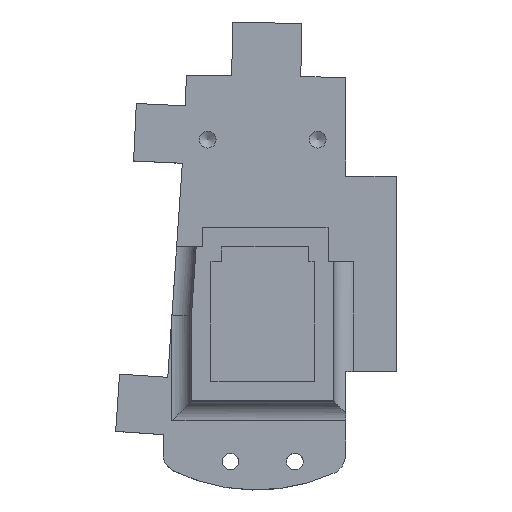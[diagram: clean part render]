
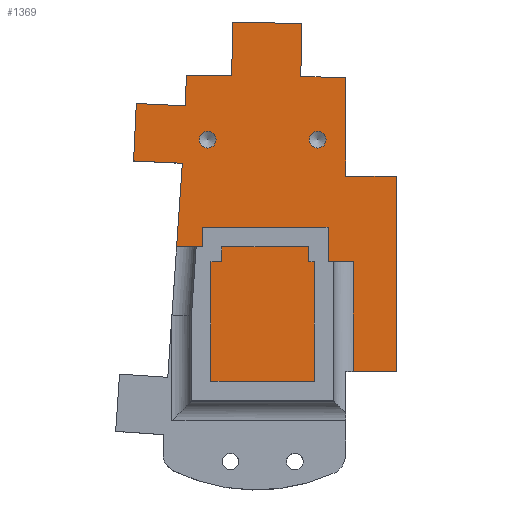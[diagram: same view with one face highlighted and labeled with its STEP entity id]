
A CAD part, top view. The second image highlights one B-rep face of the part: STEP entity #1369.
In plain terms, the highlighted planar face has unit normal (0, 0, 1).
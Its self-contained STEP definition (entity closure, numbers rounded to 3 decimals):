
#32=PLANE('',#1485);
#75=FACE_BOUND('',#488,.T.);
#76=FACE_BOUND('',#489,.T.);
#98=LINE('',#2319,#221);
#106=LINE('',#2344,#229);
#107=LINE('',#2346,#230);
#108=LINE('',#2347,#231);
#109=LINE('',#2349,#232);
#110=LINE('',#2351,#233);
#111=LINE('',#2353,#234);
#112=LINE('',#2355,#235);
#113=LINE('',#2357,#236);
#114=LINE('',#2359,#237);
#115=LINE('',#2361,#238);
#116=LINE('',#2363,#239);
#117=LINE('',#2365,#240);
#118=LINE('',#2367,#241);
#119=LINE('',#2369,#242);
#120=LINE('',#2371,#243);
#121=LINE('',#2373,#244);
#122=LINE('',#2375,#245);
#123=LINE('',#2377,#246);
#124=LINE('',#2379,#247);
#125=LINE('',#2381,#248);
#126=LINE('',#2383,#249);
#127=LINE('',#2385,#250);
#128=LINE('',#2387,#251);
#129=LINE('',#2389,#252);
#130=LINE('',#2391,#253);
#131=LINE('',#2393,#254);
#132=LINE('',#2394,#255);
#221=VECTOR('',#1650,10.);
#229=VECTOR('',#1674,10.);
#230=VECTOR('',#1675,10.);
#231=VECTOR('',#1676,10.);
#232=VECTOR('',#1677,10.);
#233=VECTOR('',#1678,10.);
#234=VECTOR('',#1679,10.);
#235=VECTOR('',#1680,10.);
#236=VECTOR('',#1681,10.);
#237=VECTOR('',#1682,10.);
#238=VECTOR('',#1683,10.);
#239=VECTOR('',#1684,10.);
#240=VECTOR('',#1685,10.);
#241=VECTOR('',#1686,10.);
#242=VECTOR('',#1687,10.);
#243=VECTOR('',#1688,10.);
#244=VECTOR('',#1689,10.);
#245=VECTOR('',#1690,10.);
#246=VECTOR('',#1691,10.);
#247=VECTOR('',#1692,10.);
#248=VECTOR('',#1693,10.);
#249=VECTOR('',#1694,10.);
#250=VECTOR('',#1695,10.);
#251=VECTOR('',#1696,10.);
#252=VECTOR('',#1697,10.);
#253=VECTOR('',#1698,10.);
#254=VECTOR('',#1699,10.);
#255=VECTOR('',#1700,10.);
#340=CIRCLE('',#1466,0.856);
#341=CIRCLE('',#1467,0.856);
#344=CIRCLE('',#1472,0.856);
#345=CIRCLE('',#1473,0.856);
#415=FACE_OUTER_BOUND('',#487,.T.);
#487=EDGE_LOOP('',(#1016,#1017,#1018,#1019,#1020,#1021,#1022,#1023,#1024,
#1025,#1026,#1027,#1028,#1029,#1030,#1031,#1032,#1033,#1034,#1035,#1036,
#1037,#1038,#1039,#1040,#1041,#1042,#1043));
#488=EDGE_LOOP('',(#1044,#1045));
#489=EDGE_LOOP('',(#1046,#1047));
#628=VERTEX_POINT('',#2284);
#629=VERTEX_POINT('',#2285);
#633=VERTEX_POINT('',#2297);
#634=VERTEX_POINT('',#2298);
#641=VERTEX_POINT('',#2316);
#642=VERTEX_POINT('',#2318);
#650=VERTEX_POINT('',#2339);
#651=VERTEX_POINT('',#2343);
#652=VERTEX_POINT('',#2345);
#653=VERTEX_POINT('',#2348);
#654=VERTEX_POINT('',#2350);
#655=VERTEX_POINT('',#2352);
#656=VERTEX_POINT('',#2354);
#657=VERTEX_POINT('',#2356);
#658=VERTEX_POINT('',#2358);
#659=VERTEX_POINT('',#2360);
#660=VERTEX_POINT('',#2362);
#661=VERTEX_POINT('',#2364);
#662=VERTEX_POINT('',#2366);
#663=VERTEX_POINT('',#2368);
#664=VERTEX_POINT('',#2370);
#665=VERTEX_POINT('',#2372);
#666=VERTEX_POINT('',#2374);
#667=VERTEX_POINT('',#2376);
#668=VERTEX_POINT('',#2378);
#669=VERTEX_POINT('',#2380);
#670=VERTEX_POINT('',#2382);
#671=VERTEX_POINT('',#2384);
#672=VERTEX_POINT('',#2386);
#673=VERTEX_POINT('',#2388);
#674=VERTEX_POINT('',#2390);
#675=VERTEX_POINT('',#2392);
#769=EDGE_CURVE('',#628,#629,#340,.T.);
#770=EDGE_CURVE('',#629,#628,#341,.T.);
#775=EDGE_CURVE('',#633,#634,#344,.T.);
#776=EDGE_CURVE('',#634,#633,#345,.T.);
#785=EDGE_CURVE('',#642,#641,#98,.T.);
#797=EDGE_CURVE('',#650,#651,#106,.T.);
#798=EDGE_CURVE('',#651,#652,#107,.T.);
#799=EDGE_CURVE('',#652,#642,#108,.T.);
#800=EDGE_CURVE('',#641,#653,#109,.T.);
#801=EDGE_CURVE('',#653,#654,#110,.T.);
#802=EDGE_CURVE('',#654,#655,#111,.T.);
#803=EDGE_CURVE('',#655,#656,#112,.T.);
#804=EDGE_CURVE('',#656,#657,#113,.T.);
#805=EDGE_CURVE('',#657,#658,#114,.T.);
#806=EDGE_CURVE('',#658,#659,#115,.T.);
#807=EDGE_CURVE('',#659,#660,#116,.T.);
#808=EDGE_CURVE('',#660,#661,#117,.T.);
#809=EDGE_CURVE('',#662,#661,#118,.T.);
#810=EDGE_CURVE('',#662,#663,#119,.T.);
#811=EDGE_CURVE('',#663,#664,#120,.T.);
#812=EDGE_CURVE('',#664,#665,#121,.T.);
#813=EDGE_CURVE('',#665,#666,#122,.T.);
#814=EDGE_CURVE('',#666,#667,#123,.T.);
#815=EDGE_CURVE('',#667,#668,#124,.T.);
#816=EDGE_CURVE('',#668,#669,#125,.T.);
#817=EDGE_CURVE('',#669,#670,#126,.T.);
#818=EDGE_CURVE('',#670,#671,#127,.T.);
#819=EDGE_CURVE('',#671,#672,#128,.T.);
#820=EDGE_CURVE('',#672,#673,#129,.T.);
#821=EDGE_CURVE('',#673,#674,#130,.T.);
#822=EDGE_CURVE('',#674,#675,#131,.T.);
#823=EDGE_CURVE('',#675,#650,#132,.T.);
#1016=ORIENTED_EDGE('',*,*,#797,.T.);
#1017=ORIENTED_EDGE('',*,*,#798,.T.);
#1018=ORIENTED_EDGE('',*,*,#799,.T.);
#1019=ORIENTED_EDGE('',*,*,#785,.T.);
#1020=ORIENTED_EDGE('',*,*,#800,.T.);
#1021=ORIENTED_EDGE('',*,*,#801,.T.);
#1022=ORIENTED_EDGE('',*,*,#802,.T.);
#1023=ORIENTED_EDGE('',*,*,#803,.T.);
#1024=ORIENTED_EDGE('',*,*,#804,.T.);
#1025=ORIENTED_EDGE('',*,*,#805,.T.);
#1026=ORIENTED_EDGE('',*,*,#806,.T.);
#1027=ORIENTED_EDGE('',*,*,#807,.T.);
#1028=ORIENTED_EDGE('',*,*,#808,.T.);
#1029=ORIENTED_EDGE('',*,*,#809,.F.);
#1030=ORIENTED_EDGE('',*,*,#810,.T.);
#1031=ORIENTED_EDGE('',*,*,#811,.T.);
#1032=ORIENTED_EDGE('',*,*,#812,.T.);
#1033=ORIENTED_EDGE('',*,*,#813,.T.);
#1034=ORIENTED_EDGE('',*,*,#814,.T.);
#1035=ORIENTED_EDGE('',*,*,#815,.T.);
#1036=ORIENTED_EDGE('',*,*,#816,.T.);
#1037=ORIENTED_EDGE('',*,*,#817,.T.);
#1038=ORIENTED_EDGE('',*,*,#818,.T.);
#1039=ORIENTED_EDGE('',*,*,#819,.T.);
#1040=ORIENTED_EDGE('',*,*,#820,.T.);
#1041=ORIENTED_EDGE('',*,*,#821,.T.);
#1042=ORIENTED_EDGE('',*,*,#822,.T.);
#1043=ORIENTED_EDGE('',*,*,#823,.T.);
#1044=ORIENTED_EDGE('',*,*,#769,.T.);
#1045=ORIENTED_EDGE('',*,*,#770,.T.);
#1046=ORIENTED_EDGE('',*,*,#775,.T.);
#1047=ORIENTED_EDGE('',*,*,#776,.T.);
#1369=ADVANCED_FACE('',(#415,#75,#76),#32,.T.);
#1466=AXIS2_PLACEMENT_3D('',#2286,#1618,#1619);
#1467=AXIS2_PLACEMENT_3D('',#2287,#1620,#1621);
#1472=AXIS2_PLACEMENT_3D('',#2299,#1632,#1633);
#1473=AXIS2_PLACEMENT_3D('',#2300,#1634,#1635);
#1485=AXIS2_PLACEMENT_3D('',#2342,#1672,#1673);
#1618=DIRECTION('center_axis',(0.,0.,-1.));
#1619=DIRECTION('ref_axis',(1.,0.,0.));
#1620=DIRECTION('center_axis',(0.,0.,-1.));
#1621=DIRECTION('ref_axis',(1.,0.,0.));
#1632=DIRECTION('center_axis',(0.,0.,-1.));
#1633=DIRECTION('ref_axis',(1.,0.,0.));
#1634=DIRECTION('center_axis',(0.,0.,-1.));
#1635=DIRECTION('ref_axis',(1.,0.,0.));
#1650=DIRECTION('',(0.,-1.,0.));
#1672=DIRECTION('center_axis',(0.,0.,1.));
#1673=DIRECTION('ref_axis',(1.,0.,0.));
#1674=DIRECTION('',(1.,0.,0.));
#1675=DIRECTION('',(0.,1.,0.));
#1676=DIRECTION('',(1.,0.,0.));
#1677=DIRECTION('',(-1.,0.,0.));
#1678=DIRECTION('',(0.,-1.,0.));
#1679=DIRECTION('',(1.,0.,0.));
#1680=DIRECTION('',(0.,1.,0.));
#1681=DIRECTION('',(-1.,0.,0.));
#1682=DIRECTION('',(0.,1.,0.));
#1683=DIRECTION('',(1.,0.,0.));
#1684=DIRECTION('',(0.,-1.,0.));
#1685=DIRECTION('',(1.,0.,0.));
#1686=DIRECTION('',(0.,1.,0.));
#1687=DIRECTION('',(1.,0.,0.));
#1688=DIRECTION('',(0.,1.,0.));
#1689=DIRECTION('',(-1.,0.,0.));
#1690=DIRECTION('',(0.,1.,0.));
#1691=DIRECTION('',(-1.,0.014,0.));
#1692=DIRECTION('',(0.023,1.,0.));
#1693=DIRECTION('',(-1.,0.023,0.));
#1694=DIRECTION('',(-0.023,-1.,0.));
#1695=DIRECTION('',(-1.,0.014,0.));
#1696=DIRECTION('',(-0.047,-0.999,0.));
#1697=DIRECTION('',(-0.999,0.047,0.));
#1698=DIRECTION('',(-0.047,-0.999,0.));
#1699=DIRECTION('',(0.999,-0.047,0.));
#1700=DIRECTION('',(-0.068,-0.998,0.));
#2284=CARTESIAN_POINT('',(6.435,13.071,3.12));
#2285=CARTESIAN_POINT('',(4.722,13.071,3.12));
#2286=CARTESIAN_POINT('Origin',(5.578,13.071,3.12));
#2287=CARTESIAN_POINT('Origin',(5.578,13.071,3.12));
#2297=CARTESIAN_POINT('',(-4.845,13.071,3.12));
#2298=CARTESIAN_POINT('',(-6.558,13.071,3.12));
#2299=CARTESIAN_POINT('Origin',(-5.701,13.071,3.12));
#2300=CARTESIAN_POINT('Origin',(-5.701,13.071,3.12));
#2316=CARTESIAN_POINT('',(-4.262,0.571,3.12));
#2318=CARTESIAN_POINT('',(-4.262,4.071,3.12));
#2319=CARTESIAN_POINT('',(-4.262,0.86,3.12));
#2339=CARTESIAN_POINT('',(-8.884,2.071,3.12));
#2342=CARTESIAN_POINT('Origin',(-0.745,1.148,3.12));
#2343=CARTESIAN_POINT('',(-6.262,2.071,3.12));
#2344=CARTESIAN_POINT('',(-3.503,2.071,3.12));
#2345=CARTESIAN_POINT('',(-6.262,4.071,3.12));
#2346=CARTESIAN_POINT('',(-6.262,2.61,3.12));
#2347=CARTESIAN_POINT('',(2.947,4.071,3.12));
#2348=CARTESIAN_POINT('',(-5.362,0.571,3.12));
#2349=CARTESIAN_POINT('',(-3.053,0.571,3.12));
#2350=CARTESIAN_POINT('',(-5.362,-11.729,3.12));
#2351=CARTESIAN_POINT('',(-5.362,-5.29,3.12));
#2352=CARTESIAN_POINT('',(5.238,-11.729,3.12));
#2353=CARTESIAN_POINT('',(2.247,-11.729,3.12));
#2354=CARTESIAN_POINT('',(5.238,0.571,3.12));
#2355=CARTESIAN_POINT('',(5.238,0.86,3.12));
#2356=CARTESIAN_POINT('',(4.638,0.571,3.12));
#2357=CARTESIAN_POINT('',(1.947,0.571,3.12));
#2358=CARTESIAN_POINT('',(4.638,4.071,3.12));
#2359=CARTESIAN_POINT('',(4.638,1.61,3.12));
#2360=CARTESIAN_POINT('',(6.638,4.071,3.12));
#2361=CARTESIAN_POINT('',(2.947,4.071,3.12));
#2362=CARTESIAN_POINT('',(6.638,0.571,3.12));
#2363=CARTESIAN_POINT('',(6.638,0.86,3.12));
#2364=CARTESIAN_POINT('',(9.238,0.571,3.12));
#2365=CARTESIAN_POINT('',(3.247,0.571,3.12));
#2366=CARTESIAN_POINT('',(9.238,-10.691,3.12));
#2367=CARTESIAN_POINT('',(9.238,-6.29,3.12));
#2368=CARTESIAN_POINT('',(13.647,-10.691,3.12));
#2369=CARTESIAN_POINT('',(8.432,-10.691,3.12));
#2370=CARTESIAN_POINT('',(13.647,9.335,3.12));
#2371=CARTESIAN_POINT('',(13.647,-10.691,3.12));
#2372=CARTESIAN_POINT('',(8.432,9.335,3.12));
#2373=CARTESIAN_POINT('',(13.647,9.335,3.12));
#2374=CARTESIAN_POINT('',(8.432,19.463,3.12));
#2375=CARTESIAN_POINT('',(8.432,9.335,3.12));
#2376=CARTESIAN_POINT('',(3.844,19.527,3.12));
#2377=CARTESIAN_POINT('',(8.432,19.463,3.12));
#2378=CARTESIAN_POINT('',(3.971,24.972,3.12));
#2379=CARTESIAN_POINT('',(3.844,19.527,3.12));
#2380=CARTESIAN_POINT('',(-3.119,25.138,3.12));
#2381=CARTESIAN_POINT('',(3.971,24.972,3.12));
#2382=CARTESIAN_POINT('',(-3.243,19.626,3.12));
#2383=CARTESIAN_POINT('',(-3.119,25.138,3.12));
#2384=CARTESIAN_POINT('',(-7.872,19.691,3.12));
#2385=CARTESIAN_POINT('',(-3.243,19.626,3.12));
#2386=CARTESIAN_POINT('',(-8.021,16.545,3.12));
#2387=CARTESIAN_POINT('',(-7.872,19.691,3.12));
#2388=CARTESIAN_POINT('',(-13.015,16.781,3.12));
#2389=CARTESIAN_POINT('',(-8.021,16.545,3.12));
#2390=CARTESIAN_POINT('',(-13.294,10.891,3.12));
#2391=CARTESIAN_POINT('',(-13.015,16.781,3.12));
#2392=CARTESIAN_POINT('',(-8.3,10.655,3.12));
#2393=CARTESIAN_POINT('',(-13.294,10.891,3.12));
#2394=CARTESIAN_POINT('',(-8.3,10.655,3.12));
